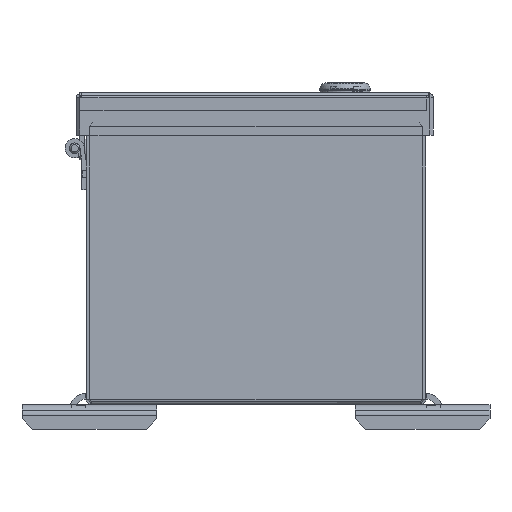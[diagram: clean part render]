
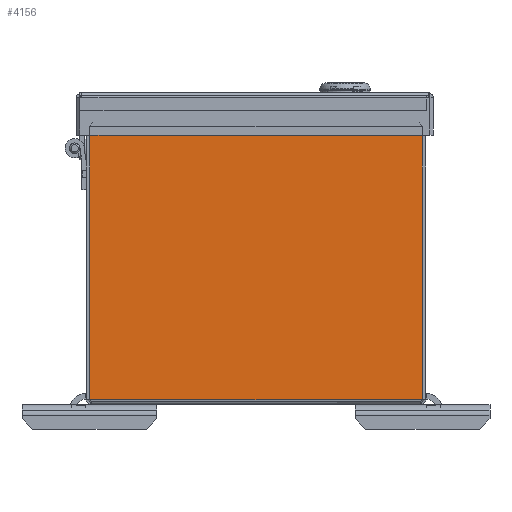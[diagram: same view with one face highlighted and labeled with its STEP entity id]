
A CAD part, front view. The second image highlights one B-rep face of the part: STEP entity #4156.
In plain terms, the highlighted planar face has unit normal (0, -1, 0).
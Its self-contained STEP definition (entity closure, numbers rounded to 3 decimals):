
#4156 = ADVANCED_FACE( '', ( #8740 ), #8741, .F. );
#8740 = FACE_OUTER_BOUND( '', #26063, .T. );
#8741 = PLANE( '', #26064 );
#26063 = EDGE_LOOP( '', ( #52819, #52820, #52821, #52822, #52823, #52824 ) );
#26064 = AXIS2_PLACEMENT_3D( '', #52825, #52826, #52827 );
#52819 = ORIENTED_EDGE( '', *, *, #63026, .T. );
#52820 = ORIENTED_EDGE( '', *, *, #60758, .F. );
#52821 = ORIENTED_EDGE( '', *, *, #63474, .T. );
#52822 = ORIENTED_EDGE( '', *, *, #63475, .T. );
#52823 = ORIENTED_EDGE( '', *, *, #63390, .T. );
#52824 = ORIENTED_EDGE( '', *, *, #62227, .T. );
#52825 = CARTESIAN_POINT( '', ( -520.548, -609.6, 0. ) );
#52826 = DIRECTION( '', ( 0., 1., 0. ) );
#52827 = DIRECTION( '', ( 0., 0., 1. ) );
#60758 = EDGE_CURVE( '', #66601, #66634, #66635, .T. );
#62227 = EDGE_CURVE( '', #69002, #69000, #69003, .T. );
#63026 = EDGE_CURVE( '', #69000, #66634, #70165, .T. );
#63390 = EDGE_CURVE( '', #65484, #69002, #70666, .T. );
#63474 = EDGE_CURVE( '', #66601, #70778, #70779, .T. );
#63475 = EDGE_CURVE( '', #70778, #65484, #70780, .F. );
#65484 = VERTEX_POINT( '', #73641 );
#66601 = VERTEX_POINT( '', #76280 );
#66634 = VERTEX_POINT( '', #76379 );
#66635 = LINE( '', #76380, #76381 );
#69000 = VERTEX_POINT( '', #82461 );
#69002 = VERTEX_POINT( '', #82464 );
#69003 = LINE( '', #82465, #82466 );
#70165 = LINE( '', #85586, #85587 );
#70666 = LINE( '', #86889, #86890 );
#70778 = VERTEX_POINT( '', #87096 );
#70779 = LINE( '', #87097, #87098 );
#70780 = LINE( '', #87099, #87100 );
#73641 = CARTESIAN_POINT( '', ( -74.673, -609.6, 2.337 ) );
#76280 = CARTESIAN_POINT( '', ( -74.663, -609.6, 124.663 ) );
#76379 = CARTESIAN_POINT( '', ( 74.663, -609.6, 124.663 ) );
#76380 = CARTESIAN_POINT( '', ( -520.548, -609.6, 124.663 ) );
#76381 = VECTOR( '', #91985, 1000. );
#82461 = CARTESIAN_POINT( '', ( 74.673, -609.6, 124.653 ) );
#82464 = CARTESIAN_POINT( '', ( 74.673, -609.6, 2.337 ) );
#82465 = CARTESIAN_POINT( '', ( 74.673, -609.6, 0. ) );
#82466 = VECTOR( '', #93104, 1000. );
#85586 = CARTESIAN_POINT( '', ( 75.208, -609.6, 124.118 ) );
#85587 = VECTOR( '', #93702, 1000. );
#86889 = CARTESIAN_POINT( '', ( -520.548, -609.6, 2.337 ) );
#86890 = VECTOR( '', #93918, 1000. );
#87096 = CARTESIAN_POINT( '', ( -74.673, -609.6, 124.653 ) );
#87097 = CARTESIAN_POINT( '', ( -64.817, -609.6, 134.509 ) );
#87098 = VECTOR( '', #93977, 1000. );
#87099 = CARTESIAN_POINT( '', ( -74.673, -609.6, 0. ) );
#87100 = VECTOR( '', #93978, 1000. );
#91985 = DIRECTION( '', ( 1., 0., 0. ) );
#93104 = DIRECTION( '', ( 0., 0., 1. ) );
#93702 = DIRECTION( '', ( -0.707, 0., 0.707 ) );
#93918 = DIRECTION( '', ( 1., 0., 0. ) );
#93977 = DIRECTION( '', ( -0.707, 0., -0.707 ) );
#93978 = DIRECTION( '', ( 0., 0., 1. ) );
